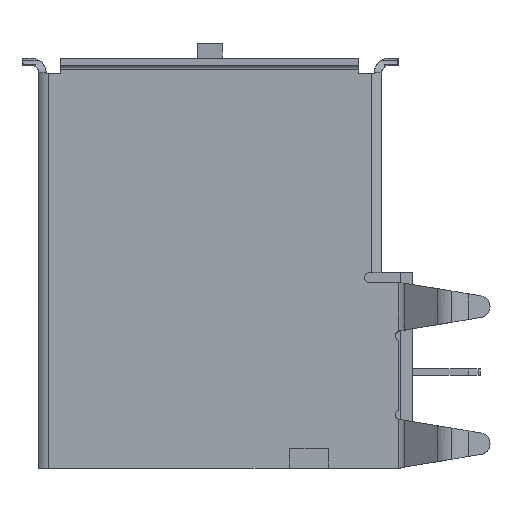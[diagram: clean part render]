
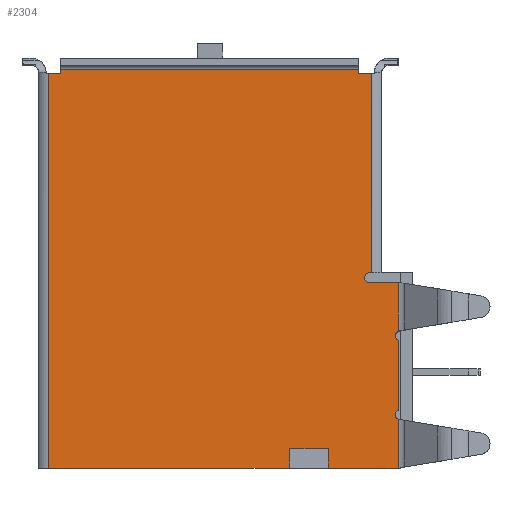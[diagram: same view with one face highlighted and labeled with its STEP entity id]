
A CAD part, left-side view. The second image highlights one B-rep face of the part: STEP entity #2304.
In plain terms, the highlighted planar face has unit normal (-1, 0, 0).
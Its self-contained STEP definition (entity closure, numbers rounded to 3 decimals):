
#2174=VERTEX_POINT('',#6059);
#2304=ADVANCED_FACE('',(#6197,#6198),#6199,.T.);
#2436=VERTEX_POINT('',#6354);
#2610=EDGE_CURVE('',#5718,#2642,#6541,.T.);
#2642=VERTEX_POINT('',#6574);
#2652=VERTEX_POINT('',#6585);
#2880=EDGE_CURVE('',#5718,#3862,#6828,.T.);
#2966=VERTEX_POINT('',#6921);
#2974=EDGE_CURVE('',#3748,#2652,#6929,.T.);
#3204=EDGE_CURVE('',#4722,#3480,#7177,.T.);
#3258=EDGE_CURVE('',#5082,#3592,#7235,.T.);
#3344=EDGE_CURVE('',#3426,#5520,#7331,.T.);
#3370=VERTEX_POINT('',#7362);
#3386=EDGE_CURVE('',#3592,#3370,#7378,.T.);
#3426=VERTEX_POINT('',#7424);
#3480=VERTEX_POINT('',#7484);
#3592=VERTEX_POINT('',#7608);
#3604=EDGE_CURVE('',#4722,#5512,#7620,.T.);
#3748=VERTEX_POINT('',#7775);
#3862=VERTEX_POINT('',#7901);
#3892=EDGE_CURVE('',#2436,#3956,#7935,.T.);
#3956=VERTEX_POINT('',#8007);
#4042=EDGE_CURVE('',#2966,#5392,#8103,.T.);
#4264=EDGE_CURVE('',#2174,#3748,#8347,.T.);
#4312=EDGE_CURVE('',#2652,#3426,#8401,.T.);
#4576=EDGE_CURVE('',#3370,#5592,#8688,.T.);
#4722=VERTEX_POINT('',#8843);
#4862=EDGE_CURVE('',#5592,#5082,#8994,.T.);
#4930=VERTEX_POINT('',#9066);
#5082=VERTEX_POINT('',#9232);
#5340=EDGE_CURVE('',#2642,#2174,#9515,.T.);
#5392=VERTEX_POINT('',#9570);
#5410=EDGE_CURVE('',#3956,#5512,#9590,.T.);
#5512=VERTEX_POINT('',#9702);
#5520=VERTEX_POINT('',#9711);
#5592=VERTEX_POINT('',#9789);
#5630=EDGE_CURVE('',#5520,#2436,#9828,.T.);
#5706=EDGE_CURVE('',#3480,#5392,#9911,.T.);
#5718=VERTEX_POINT('',#9923);
#5740=EDGE_CURVE('',#2966,#4930,#9945,.T.);
#5748=EDGE_CURVE('',#4930,#3862,#9955,.T.);
#6059=CARTESIAN_POINT('',(-6.55,1.203,-9.303));
#6197=FACE_OUTER_BOUND('',#10568,.T.);
#6198=FACE_BOUND('',#10569,.T.);
#6199=PLANE('',#10570);
#6354=CARTESIAN_POINT('',(-6.551,0.,-14.967));
#6541=LINE('',#11062,#11063);
#6574=CARTESIAN_POINT('',(-6.55,1.203,-8.899));
#6585=CARTESIAN_POINT('',(-6.551,0.,-11.321));
#6828=LINE('',#11490,#11491);
#6921=CARTESIAN_POINT('',(-6.55,1.641,-0.489));
#6929=LINE('',#11639,#11640);
#7177=LINE('',#12009,#12010);
#7235=LINE('',#12086,#12087);
#7331=LINE('',#12218,#12219);
#7362=CARTESIAN_POINT('',(-6.55,2.9,-16.99));
#7378=LINE('',#12281,#12282);
#7424=CARTESIAN_POINT('',(-6.55,0.,-11.685));
#7484=CARTESIAN_POINT('',(-6.55,13.996,-0.622));
#7608=CARTESIAN_POINT('',(-6.55,2.9,-16.2));
#7620=LINE('',#12628,#12629);
#7775=CARTESIAN_POINT('',(-6.551,0.,-9.303));
#7901=CARTESIAN_POINT('',(-6.55,1.1,-0.622));
#7935=LINE('',#13093,#13094);
#8007=CARTESIAN_POINT('',(-6.551,0.,-17.));
#8103=LINE('',#13336,#13337);
#8347=LINE('',#13660,#13661);
#8401=CIRCLE('',#13742,0.197);
#8688=LINE('',#14168,#14169);
#8843=CARTESIAN_POINT('',(-6.55,14.5,-0.622));
#8994=LINE('',#14629,#14630);
#9066=CARTESIAN_POINT('',(-6.55,1.641,-0.622));
#9232=CARTESIAN_POINT('',(-6.55,4.5,-16.2));
#9515=CIRCLE('',#15404,0.202);
#9570=CARTESIAN_POINT('',(-6.55,13.996,-0.489));
#9590=LINE('',#15512,#15513);
#9702=CARTESIAN_POINT('',(-6.55,14.5,-17.));
#9711=CARTESIAN_POINT('',(-6.55,0.,-14.603));
#9789=CARTESIAN_POINT('',(-6.55,4.5,-16.99));
#9828=CIRCLE('',#15846,0.197);
#9911=LINE('',#15957,#15958);
#9923=CARTESIAN_POINT('',(-6.55,1.1,-8.899));
#9945=LINE('',#16012,#16013);
#9955=LINE('',#16026,#16027);
#10568=EDGE_LOOP('',(#16511,#16512,#16513,#16514,#16515,#16516,#16517,#16518,#16519,#16520,#16521,#16522,#16523,#16524,#16525,#16526));
#10569=EDGE_LOOP('',(#16527,#16528,#16529,#16530));
#10570=AXIS2_PLACEMENT_3D('',#16531,#16532,#16533);
#11062=CARTESIAN_POINT('',(-6.55,1.346,-8.899));
#11063=VECTOR('',#16976,1.0);
#11490=CARTESIAN_POINT('',(-6.55,1.1,-4.65));
#11491=VECTOR('',#17215,1.0);
#11639=CARTESIAN_POINT('',(-6.551,0.,-10.32));
#11640=VECTOR('',#17317,1.0);
#12009=CARTESIAN_POINT('',(-6.55,14.248,-0.622));
#12010=VECTOR('',#17566,1.0);
#12086=CARTESIAN_POINT('',(-6.55,2.594,-16.2));
#12087=VECTOR('',#17618,1.0);
#12218=CARTESIAN_POINT('',(-6.55,0.,-16.302));
#12219=VECTOR('',#17731,1.0);
#12281=CARTESIAN_POINT('',(-6.55,2.9,-8.098));
#12282=VECTOR('',#17792,1.0);
#12628=CARTESIAN_POINT('',(-6.55,14.5,0.4));
#12629=VECTOR('',#18090,1.0);
#13093=CARTESIAN_POINT('',(-6.551,0.,-15.975));
#13094=VECTOR('',#18442,1.0);
#13336=CARTESIAN_POINT('',(-6.55,0.,-0.489));
#13337=VECTOR('',#18694,1.0);
#13660=CARTESIAN_POINT('',(-6.55,0.704,-9.303));
#13661=VECTOR('',#18963,1.0);
#13742=AXIS2_PLACEMENT_3D('',#19031,#19032,#19033);
#14168=CARTESIAN_POINT('',(-6.55,2.594,-16.99));
#14169=VECTOR('',#19330,1.0);
#14629=CARTESIAN_POINT('',(-6.55,4.5,-8.098));
#14630=VECTOR('',#19596,1.0);
#15404=AXIS2_PLACEMENT_3D('',#20200,#20201,#20202);
#15512=CARTESIAN_POINT('',(-6.55,7.45,-17.));
#15513=VECTOR('',#20275,1.0);
#15846=AXIS2_PLACEMENT_3D('',#20494,#20495,#20496);
#15957=CARTESIAN_POINT('',(-6.55,13.996,-9.));
#15958=VECTOR('',#20588,1.0);
#16012=CARTESIAN_POINT('',(-6.55,1.641,-9.311));
#16013=VECTOR('',#20606,1.0);
#16026=CARTESIAN_POINT('',(-6.55,0.5,-0.622));
#16027=VECTOR('',#20626,1.0);
#16511=ORIENTED_EDGE('',*,*,#5410,.F.);
#16512=ORIENTED_EDGE('',*,*,#3892,.F.);
#16513=ORIENTED_EDGE('',*,*,#5630,.F.);
#16514=ORIENTED_EDGE('',*,*,#3344,.F.);
#16515=ORIENTED_EDGE('',*,*,#4312,.F.);
#16516=ORIENTED_EDGE('',*,*,#2974,.F.);
#16517=ORIENTED_EDGE('',*,*,#4264,.F.);
#16518=ORIENTED_EDGE('',*,*,#5340,.F.);
#16519=ORIENTED_EDGE('',*,*,#2610,.F.);
#16520=ORIENTED_EDGE('',*,*,#2880,.T.);
#16521=ORIENTED_EDGE('',*,*,#5748,.F.);
#16522=ORIENTED_EDGE('',*,*,#5740,.F.);
#16523=ORIENTED_EDGE('',*,*,#4042,.T.);
#16524=ORIENTED_EDGE('',*,*,#5706,.F.);
#16525=ORIENTED_EDGE('',*,*,#3204,.F.);
#16526=ORIENTED_EDGE('',*,*,#3604,.T.);
#16527=ORIENTED_EDGE('',*,*,#3258,.T.);
#16528=ORIENTED_EDGE('',*,*,#3386,.T.);
#16529=ORIENTED_EDGE('',*,*,#4576,.T.);
#16530=ORIENTED_EDGE('',*,*,#4862,.T.);
#16531=CARTESIAN_POINT('',(-6.55,1.489,0.4));
#16532=DIRECTION('',(-1.0,0.,0.));
#16533=DIRECTION('',(0.,0.0,1.0));
#16976=DIRECTION('',(0.,1.0,0.));
#17215=DIRECTION('',(0.,0.0,1.0));
#17317=DIRECTION('',(0.,0.0,-1.0));
#17566=DIRECTION('',(0.,-1.,0.));
#17618=DIRECTION('',(0.,-1.0,0.));
#17731=DIRECTION('',(0.,0.,-1.));
#17792=DIRECTION('',(0.,0.0,-1.0));
#18090=DIRECTION('',(0.,0.0,-1.0));
#18442=DIRECTION('',(0.,0.0,-1.0));
#18694=DIRECTION('',(0.,1.0,0.));
#18963=DIRECTION('',(0.,-1.0,0.));
#19031=CARTESIAN_POINT('',(-6.55,-0.076,-11.503));
#19032=DIRECTION('',(-1.0,0.,0.));
#19033=DIRECTION('',(0.,0.,-1.0));
#19330=DIRECTION('',(0.,1.0,0.));
#19596=DIRECTION('',(0.,0.0,1.0));
#20200=CARTESIAN_POINT('',(-6.55,1.202,-9.101));
#20201=DIRECTION('',(-1.0,0.,0.));
#20202=DIRECTION('',(0.,0.,-1.0));
#20275=DIRECTION('',(0.,1.,0.));
#20494=CARTESIAN_POINT('',(-6.55,-0.076,-14.785));
#20495=DIRECTION('',(-1.0,0.,0.));
#20496=DIRECTION('',(0.,0.,-1.0));
#20588=DIRECTION('',(0.,0.0,1.0));
#20606=DIRECTION('',(0.,0.0,-1.0));
#20626=DIRECTION('',(0.,-1.,0.));
